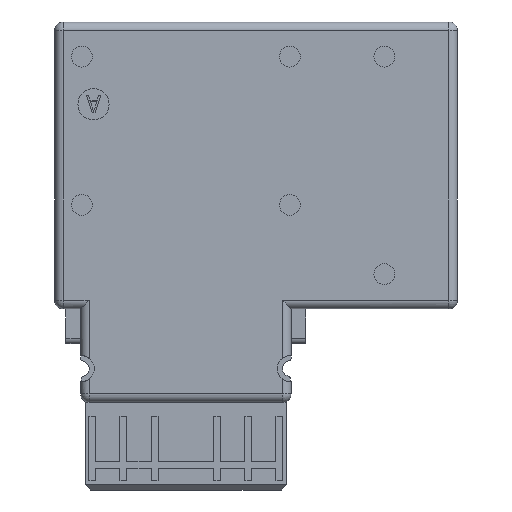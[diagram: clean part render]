
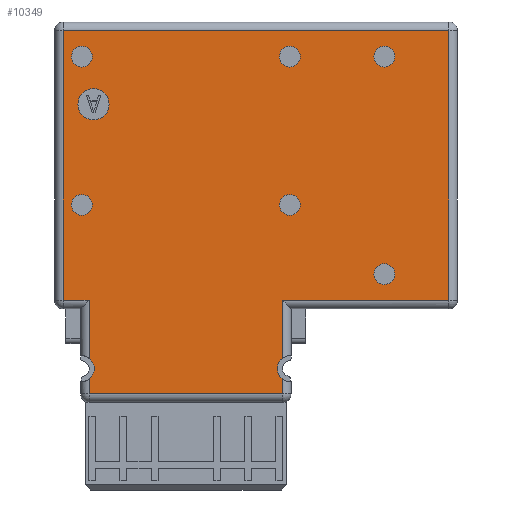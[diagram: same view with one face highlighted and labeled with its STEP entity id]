
A CAD part, front view. The second image highlights one B-rep face of the part: STEP entity #10349.
In plain terms, the highlighted planar face has unit normal (0, -1, 0).
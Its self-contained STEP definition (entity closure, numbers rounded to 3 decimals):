
#1156=DIRECTION('',(1.,0.,0.));
#1157=VECTOR('',#1156,11.15);
#1158=CARTESIAN_POINT('',(-5.575,-5.1,0.5));
#1159=LINE('',#1158,#1157);
#1175=DIRECTION('',(0.,0.,-1.));
#1176=VECTOR('',#1175,0.85);
#1177=CARTESIAN_POINT('',(-5.575,-5.1,1.35));
#1178=LINE('',#1177,#1176);
#1183=CARTESIAN_POINT('',(6.025,-5.1,1.95));
#1184=DIRECTION('',(0.,-1.,0.));
#1185=DIRECTION('',(-0.6,0.,0.8));
#1186=AXIS2_PLACEMENT_3D('',#1183,#1184,#1185);
#1188=CARTESIAN_POINT('',(6.025,-5.1,1.95));
#1189=DIRECTION('',(0.,-1.,0.));
#1190=DIRECTION('',(-1.,0.,0.));
#1191=AXIS2_PLACEMENT_3D('',#1188,#1189,#1190);
#1193=CARTESIAN_POINT('',(-6.025,-5.1,1.95));
#1194=DIRECTION('',(0.,-1.,0.));
#1195=DIRECTION('',(0.6,0.,-0.8));
#1196=AXIS2_PLACEMENT_3D('',#1193,#1194,#1195);
#1198=CARTESIAN_POINT('',(-6.025,-5.1,1.95));
#1199=DIRECTION('',(0.,-1.,0.));
#1200=DIRECTION('',(1.,0.,0.));
#1201=AXIS2_PLACEMENT_3D('',#1198,#1199,#1200);
#1203=CARTESIAN_POINT('',(11.45,-5.1,19.95));
#1204=DIRECTION('',(0.,-1.,0.));
#1205=DIRECTION('',(-1.,0.,0.));
#1206=AXIS2_PLACEMENT_3D('',#1203,#1204,#1205);
#1208=CARTESIAN_POINT('',(11.45,-5.1,19.95));
#1209=DIRECTION('',(0.,-1.,0.));
#1210=DIRECTION('',(1.,0.,0.));
#1211=AXIS2_PLACEMENT_3D('',#1208,#1209,#1210);
#1213=CARTESIAN_POINT('',(6.,-5.1,19.95));
#1214=DIRECTION('',(0.,-1.,0.));
#1215=DIRECTION('',(-1.,0.,0.));
#1216=AXIS2_PLACEMENT_3D('',#1213,#1214,#1215);
#1218=CARTESIAN_POINT('',(6.,-5.1,19.95));
#1219=DIRECTION('',(0.,-1.,0.));
#1220=DIRECTION('',(1.,0.,0.));
#1221=AXIS2_PLACEMENT_3D('',#1218,#1219,#1220);
#1223=CARTESIAN_POINT('',(6.,-5.1,11.4));
#1224=DIRECTION('',(0.,-1.,0.));
#1225=DIRECTION('',(-1.,0.,0.));
#1226=AXIS2_PLACEMENT_3D('',#1223,#1224,#1225);
#1228=CARTESIAN_POINT('',(6.,-5.1,11.4));
#1229=DIRECTION('',(0.,-1.,0.));
#1230=DIRECTION('',(1.,0.,0.));
#1231=AXIS2_PLACEMENT_3D('',#1228,#1229,#1230);
#1233=CARTESIAN_POINT('',(11.45,-5.1,7.4));
#1234=DIRECTION('',(0.,-1.,0.));
#1235=DIRECTION('',(-1.,0.,0.));
#1236=AXIS2_PLACEMENT_3D('',#1233,#1234,#1235);
#1238=CARTESIAN_POINT('',(11.45,-5.1,7.4));
#1239=DIRECTION('',(0.,-1.,0.));
#1240=DIRECTION('',(1.,0.,0.));
#1241=AXIS2_PLACEMENT_3D('',#1238,#1239,#1240);
#1243=CARTESIAN_POINT('',(-6.,-5.1,19.95));
#1244=DIRECTION('',(0.,-1.,0.));
#1245=DIRECTION('',(1.,0.,0.));
#1246=AXIS2_PLACEMENT_3D('',#1243,#1244,#1245);
#1248=CARTESIAN_POINT('',(-6.,-5.1,19.95));
#1249=DIRECTION('',(0.,-1.,0.));
#1250=DIRECTION('',(-1.,0.,0.));
#1251=AXIS2_PLACEMENT_3D('',#1248,#1249,#1250);
#1253=CARTESIAN_POINT('',(-6.,-5.1,11.4));
#1254=DIRECTION('',(0.,-1.,0.));
#1255=DIRECTION('',(1.,0.,0.));
#1256=AXIS2_PLACEMENT_3D('',#1253,#1254,#1255);
#1258=CARTESIAN_POINT('',(-6.,-5.1,11.4));
#1259=DIRECTION('',(0.,-1.,0.));
#1260=DIRECTION('',(-1.,0.,0.));
#1261=AXIS2_PLACEMENT_3D('',#1258,#1259,#1260);
#1263=CARTESIAN_POINT('',(-5.325,-5.1,17.2));
#1264=DIRECTION('',(0.,-1.,0.));
#1265=DIRECTION('',(1.,0.,0.));
#1266=AXIS2_PLACEMENT_3D('',#1263,#1264,#1265);
#1268=CARTESIAN_POINT('',(-5.325,-5.1,17.2));
#1269=DIRECTION('',(0.,-1.,0.));
#1270=DIRECTION('',(-1.,0.,0.));
#1271=AXIS2_PLACEMENT_3D('',#1268,#1269,#1270);
#1273=DIRECTION('',(1.,0.,0.));
#1274=VECTOR('',#1273,9.6);
#1275=CARTESIAN_POINT('',(5.575,-5.1,5.9));
#1276=LINE('',#1275,#1274);
#1346=DIRECTION('',(0.,0.,1.));
#1347=VECTOR('',#1346,15.55);
#1348=CARTESIAN_POINT('',(15.175,-5.1,5.9));
#1349=LINE('',#1348,#1347);
#1400=DIRECTION('',(-1.,0.,0.));
#1401=VECTOR('',#1400,22.25);
#1402=CARTESIAN_POINT('',(15.175,-5.1,21.45));
#1403=LINE('',#1402,#1401);
#1454=DIRECTION('',(0.,0.,-1.));
#1455=VECTOR('',#1454,15.55);
#1456=CARTESIAN_POINT('',(-7.075,-5.1,21.45));
#1457=LINE('',#1456,#1455);
#1535=DIRECTION('',(1.,0.,0.));
#1536=VECTOR('',#1535,1.5);
#1537=CARTESIAN_POINT('',(-7.075,-5.1,5.9));
#1538=LINE('',#1537,#1536);
#1558=DIRECTION('',(0.,0.,-1.));
#1559=VECTOR('',#1558,3.35);
#1560=CARTESIAN_POINT('',(-5.575,-5.1,5.9));
#1561=LINE('',#1560,#1559);
#1968=DIRECTION('',(0.,0.,1.));
#1969=VECTOR('',#1968,3.35);
#1970=CARTESIAN_POINT('',(5.575,-5.1,2.55));
#1971=LINE('',#1970,#1969);
#5123=DIRECTION('',(0.,0.,1.));
#5124=VECTOR('',#5123,0.85);
#5125=CARTESIAN_POINT('',(5.575,-5.1,0.5));
#5126=LINE('',#5125,#5124);
#7411=CARTESIAN_POINT('',(5.575,-5.1,0.5));
#7412=VERTEX_POINT('',#7411);
#7413=CARTESIAN_POINT('',(5.575,-5.1,1.35));
#7414=VERTEX_POINT('',#7413);
#7419=CARTESIAN_POINT('',(-5.575,-5.1,0.5));
#7420=VERTEX_POINT('',#7419);
#7690=CARTESIAN_POINT('',(-5.575,-5.1,1.35));
#7691=VERTEX_POINT('',#7690);
#7692=CARTESIAN_POINT('',(5.575,-5.1,5.9));
#7693=CARTESIAN_POINT('',(15.175,-5.1,5.9));
#7694=VERTEX_POINT('',#7692);
#7695=VERTEX_POINT('',#7693);
#7696=CARTESIAN_POINT('',(5.575,-5.1,2.55));
#7697=VERTEX_POINT('',#7696);
#7698=CARTESIAN_POINT('',(5.275,-5.1,1.95));
#7699=VERTEX_POINT('',#7698);
#7700=CARTESIAN_POINT('',(-5.275,-5.1,1.95));
#7701=CARTESIAN_POINT('',(-5.575,-5.1,2.55));
#7702=VERTEX_POINT('',#7700);
#7703=VERTEX_POINT('',#7701);
#7704=CARTESIAN_POINT('',(-5.575,-5.1,5.9));
#7705=VERTEX_POINT('',#7704);
#7706=CARTESIAN_POINT('',(-7.075,-5.1,5.9));
#7707=VERTEX_POINT('',#7706);
#7708=CARTESIAN_POINT('',(-7.075,-5.1,21.45));
#7709=VERTEX_POINT('',#7708);
#7710=CARTESIAN_POINT('',(15.175,-5.1,21.45));
#7711=VERTEX_POINT('',#7710);
#7712=CARTESIAN_POINT('',(10.85,-5.1,19.95));
#7713=CARTESIAN_POINT('',(12.05,-5.1,19.95));
#7714=VERTEX_POINT('',#7712);
#7715=VERTEX_POINT('',#7713);
#7716=CARTESIAN_POINT('',(5.4,-5.1,19.95));
#7717=CARTESIAN_POINT('',(6.6,-5.1,19.95));
#7718=VERTEX_POINT('',#7716);
#7719=VERTEX_POINT('',#7717);
#7720=CARTESIAN_POINT('',(5.4,-5.1,11.4));
#7721=CARTESIAN_POINT('',(6.6,-5.1,11.4));
#7722=VERTEX_POINT('',#7720);
#7723=VERTEX_POINT('',#7721);
#7724=CARTESIAN_POINT('',(10.85,-5.1,7.4));
#7725=CARTESIAN_POINT('',(12.05,-5.1,7.4));
#7726=VERTEX_POINT('',#7724);
#7727=VERTEX_POINT('',#7725);
#7728=CARTESIAN_POINT('',(-5.4,-5.1,19.95));
#7729=CARTESIAN_POINT('',(-6.6,-5.1,19.95));
#7730=VERTEX_POINT('',#7728);
#7731=VERTEX_POINT('',#7729);
#7732=CARTESIAN_POINT('',(-5.4,-5.1,11.4));
#7733=CARTESIAN_POINT('',(-6.6,-5.1,11.4));
#7734=VERTEX_POINT('',#7732);
#7735=VERTEX_POINT('',#7733);
#7736=CARTESIAN_POINT('',(-4.425,-5.1,17.2));
#7737=CARTESIAN_POINT('',(-6.225,-5.1,17.2));
#7738=VERTEX_POINT('',#7736);
#7739=VERTEX_POINT('',#7737);
#10274=CARTESIAN_POINT('',(0.,-5.1,-5.05));
#10275=DIRECTION('',(0.,1.,0.));
#10276=DIRECTION('',(1.,0.,0.));
#10277=AXIS2_PLACEMENT_3D('',#10274,#10275,#10276);
#10278=PLANE('',#10277);
#10280=ORIENTED_EDGE('',*,*,#10279,.F.);
#10282=ORIENTED_EDGE('',*,*,#10281,.F.);
#10284=ORIENTED_EDGE('',*,*,#10283,.T.);
#10286=ORIENTED_EDGE('',*,*,#10285,.T.);
#10288=ORIENTED_EDGE('',*,*,#10287,.F.);
#10289=ORIENTED_EDGE('',*,*,#10240,.F.);
#10290=ORIENTED_EDGE('',*,*,#10264,.F.);
#10292=ORIENTED_EDGE('',*,*,#10291,.T.);
#10294=ORIENTED_EDGE('',*,*,#10293,.T.);
#10296=ORIENTED_EDGE('',*,*,#10295,.F.);
#10298=ORIENTED_EDGE('',*,*,#10297,.F.);
#10300=ORIENTED_EDGE('',*,*,#10299,.F.);
#10302=ORIENTED_EDGE('',*,*,#10301,.F.);
#10304=ORIENTED_EDGE('',*,*,#10303,.F.);
#10305=EDGE_LOOP('',(#10280,#10282,#10284,#10286,#10288,#10289,#10290,#10292,
#10294,#10296,#10298,#10300,#10302,#10304));
#10306=FACE_OUTER_BOUND('',#10305,.F.);
#10308=ORIENTED_EDGE('',*,*,#10307,.T.);
#10310=ORIENTED_EDGE('',*,*,#10309,.T.);
#10311=EDGE_LOOP('',(#10308,#10310));
#10312=FACE_BOUND('',#10311,.F.);
#10314=ORIENTED_EDGE('',*,*,#10313,.T.);
#10316=ORIENTED_EDGE('',*,*,#10315,.T.);
#10317=EDGE_LOOP('',(#10314,#10316));
#10318=FACE_BOUND('',#10317,.F.);
#10320=ORIENTED_EDGE('',*,*,#10319,.T.);
#10322=ORIENTED_EDGE('',*,*,#10321,.T.);
#10323=EDGE_LOOP('',(#10320,#10322));
#10324=FACE_BOUND('',#10323,.F.);
#10326=ORIENTED_EDGE('',*,*,#10325,.T.);
#10328=ORIENTED_EDGE('',*,*,#10327,.T.);
#10329=EDGE_LOOP('',(#10326,#10328));
#10330=FACE_BOUND('',#10329,.F.);
#10332=ORIENTED_EDGE('',*,*,#10331,.T.);
#10334=ORIENTED_EDGE('',*,*,#10333,.T.);
#10335=EDGE_LOOP('',(#10332,#10334));
#10336=FACE_BOUND('',#10335,.F.);
#10338=ORIENTED_EDGE('',*,*,#10337,.T.);
#10340=ORIENTED_EDGE('',*,*,#10339,.T.);
#10341=EDGE_LOOP('',(#10338,#10340));
#10342=FACE_BOUND('',#10341,.F.);
#10344=ORIENTED_EDGE('',*,*,#10343,.T.);
#10346=ORIENTED_EDGE('',*,*,#10345,.T.);
#10347=EDGE_LOOP('',(#10344,#10346));
#10348=FACE_BOUND('',#10347,.F.);
#10349=ADVANCED_FACE('',(#10306,#10312,#10318,#10324,#10330,#10336,#10342,
#10348),#10278,.F.);
#1187=CIRCLE('',#1186,0.75);
#1192=CIRCLE('',#1191,0.75);
#1197=CIRCLE('',#1196,0.75);
#1202=CIRCLE('',#1201,0.75);
#1207=CIRCLE('',#1206,0.6);
#1212=CIRCLE('',#1211,0.6);
#1217=CIRCLE('',#1216,0.6);
#1222=CIRCLE('',#1221,0.6);
#1227=CIRCLE('',#1226,0.6);
#1232=CIRCLE('',#1231,0.6);
#1237=CIRCLE('',#1236,0.6);
#1242=CIRCLE('',#1241,0.6);
#1247=CIRCLE('',#1246,0.6);
#1252=CIRCLE('',#1251,0.6);
#1257=CIRCLE('',#1256,0.6);
#1262=CIRCLE('',#1261,0.6);
#1267=CIRCLE('',#1266,0.9);
#1272=CIRCLE('',#1271,0.9);
#10240=EDGE_CURVE('',#7420,#7412,#1159,.T.);
#10264=EDGE_CURVE('',#7691,#7420,#1178,.T.);
#10279=EDGE_CURVE('',#7694,#7695,#1276,.T.);
#10281=EDGE_CURVE('',#7697,#7694,#1971,.T.);
#10283=EDGE_CURVE('',#7697,#7699,#1187,.T.);
#10285=EDGE_CURVE('',#7699,#7414,#1192,.T.);
#10287=EDGE_CURVE('',#7412,#7414,#5126,.T.);
#10291=EDGE_CURVE('',#7691,#7702,#1197,.T.);
#10293=EDGE_CURVE('',#7702,#7703,#1202,.T.);
#10295=EDGE_CURVE('',#7705,#7703,#1561,.T.);
#10297=EDGE_CURVE('',#7707,#7705,#1538,.T.);
#10299=EDGE_CURVE('',#7709,#7707,#1457,.T.);
#10301=EDGE_CURVE('',#7711,#7709,#1403,.T.);
#10303=EDGE_CURVE('',#7695,#7711,#1349,.T.);
#10307=EDGE_CURVE('',#7714,#7715,#1207,.T.);
#10309=EDGE_CURVE('',#7715,#7714,#1212,.T.);
#10313=EDGE_CURVE('',#7718,#7719,#1217,.T.);
#10315=EDGE_CURVE('',#7719,#7718,#1222,.T.);
#10319=EDGE_CURVE('',#7722,#7723,#1227,.T.);
#10321=EDGE_CURVE('',#7723,#7722,#1232,.T.);
#10325=EDGE_CURVE('',#7726,#7727,#1237,.T.);
#10327=EDGE_CURVE('',#7727,#7726,#1242,.T.);
#10331=EDGE_CURVE('',#7730,#7731,#1247,.T.);
#10333=EDGE_CURVE('',#7731,#7730,#1252,.T.);
#10337=EDGE_CURVE('',#7734,#7735,#1257,.T.);
#10339=EDGE_CURVE('',#7735,#7734,#1262,.T.);
#10343=EDGE_CURVE('',#7738,#7739,#1267,.T.);
#10345=EDGE_CURVE('',#7739,#7738,#1272,.T.);
